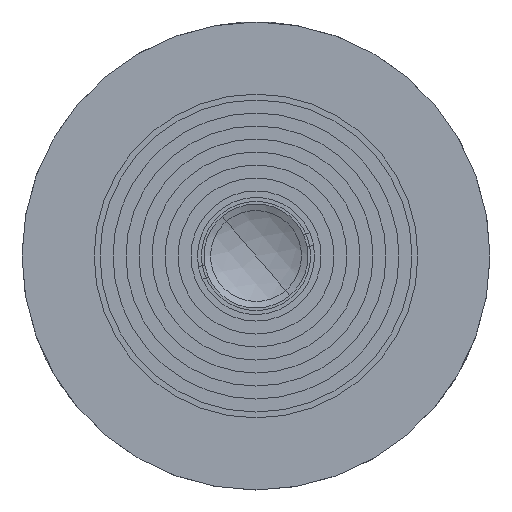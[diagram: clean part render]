
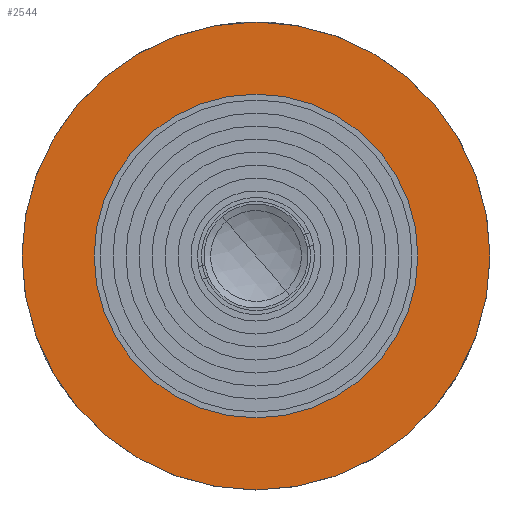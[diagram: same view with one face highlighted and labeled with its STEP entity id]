
A CAD part, left-side view. The second image highlights one B-rep face of the part: STEP entity #2544.
In plain terms, the highlighted planar face has unit normal (-1, 0, 0).
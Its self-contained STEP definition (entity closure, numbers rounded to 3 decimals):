
#54 = FACE_OUTER_BOUND ( 'NONE', #1381, .T. ) ;
#73 = PLANE ( 'NONE',  #1760 ) ;
#166 = DIRECTION ( 'NONE',  ( -1., 0., 0. ) ) ;
#228 = VERTEX_POINT ( 'NONE', #1455 ) ;
#277 = EDGE_CURVE ( 'NONE', #826, #2148, #588, .T. ) ;
#419 = AXIS2_PLACEMENT_3D ( 'NONE', #3573, #166, #1900 ) ;
#588 = CIRCLE ( 'NONE', #710, 18. ) ;
#601 = DIRECTION ( 'NONE',  ( 0., 0., 1. ) ) ;
#702 = CARTESIAN_POINT ( 'NONE',  ( 0., 0., -18. ) ) ;
#710 = AXIS2_PLACEMENT_3D ( 'NONE', #1992, #3114, #601 ) ;
#770 = AXIS2_PLACEMENT_3D ( 'NONE', #2189, #793, #1917 ) ;
#793 = DIRECTION ( 'NONE',  ( -1., 0., 0. ) ) ;
#826 = VERTEX_POINT ( 'NONE', #2111 ) ;
#840 = CARTESIAN_POINT ( 'NONE',  ( 0., 18., 0. ) ) ;
#890 = CARTESIAN_POINT ( 'NONE',  ( 0., 0., 0. ) ) ;
#975 = CARTESIAN_POINT ( 'NONE',  ( 0., 0., -12.45 ) ) ;
#1316 = EDGE_CURVE ( 'NONE', #2282, #228, #3286, .T. ) ;
#1381 = EDGE_LOOP ( 'NONE', ( #1527, #1932 ) ) ;
#1455 = CARTESIAN_POINT ( 'NONE',  ( 0., 0., 12.45 ) ) ;
#1521 = CIRCLE ( 'NONE', #770, 12.45 ) ;
#1527 = ORIENTED_EDGE ( 'NONE', *, *, #277, .T. ) ;
#1712 = DIRECTION ( 'NONE',  ( -1., 0., 0. ) ) ;
#1760 = AXIS2_PLACEMENT_3D ( 'NONE', #840, #2599, #2303 ) ;
#1900 = DIRECTION ( 'NONE',  ( 0., 0., 1. ) ) ;
#1917 = DIRECTION ( 'NONE',  ( 0., 0., 1. ) ) ;
#1932 = ORIENTED_EDGE ( 'NONE', *, *, #1948, .T. ) ;
#1948 = EDGE_CURVE ( 'NONE', #2148, #826, #1998, .T. ) ;
#1956 = ORIENTED_EDGE ( 'NONE', *, *, #2017, .F. ) ;
#1964 = EDGE_LOOP ( 'NONE', ( #1956, #2428 ) ) ;
#1986 = AXIS2_PLACEMENT_3D ( 'NONE', #890, #1712, #2806 ) ;
#1992 = CARTESIAN_POINT ( 'NONE',  ( 0., 0., 0. ) ) ;
#1998 = CIRCLE ( 'NONE', #419, 18. ) ;
#2017 = EDGE_CURVE ( 'NONE', #228, #2282, #1521, .T. ) ;
#2111 = CARTESIAN_POINT ( 'NONE',  ( 0., 0., 18. ) ) ;
#2148 = VERTEX_POINT ( 'NONE', #702 ) ;
#2189 = CARTESIAN_POINT ( 'NONE',  ( 0., 0., 0. ) ) ;
#2282 = VERTEX_POINT ( 'NONE', #975 ) ;
#2303 = DIRECTION ( 'NONE',  ( 0., 0., -1. ) ) ;
#2428 = ORIENTED_EDGE ( 'NONE', *, *, #1316, .F. ) ;
#2544 = ADVANCED_FACE ( 'NONE', ( #2840, #54 ), #73, .F. ) ;
#2599 = DIRECTION ( 'NONE',  ( 1., 0., 0. ) ) ;
#2806 = DIRECTION ( 'NONE',  ( 0., 0., 1. ) ) ;
#2840 = FACE_BOUND ( 'NONE', #1964, .T. ) ;
#3114 = DIRECTION ( 'NONE',  ( -1., 0., 0. ) ) ;
#3286 = CIRCLE ( 'NONE', #1986, 12.45 ) ;
#3573 = CARTESIAN_POINT ( 'NONE',  ( 0., 0., 0. ) ) ;
